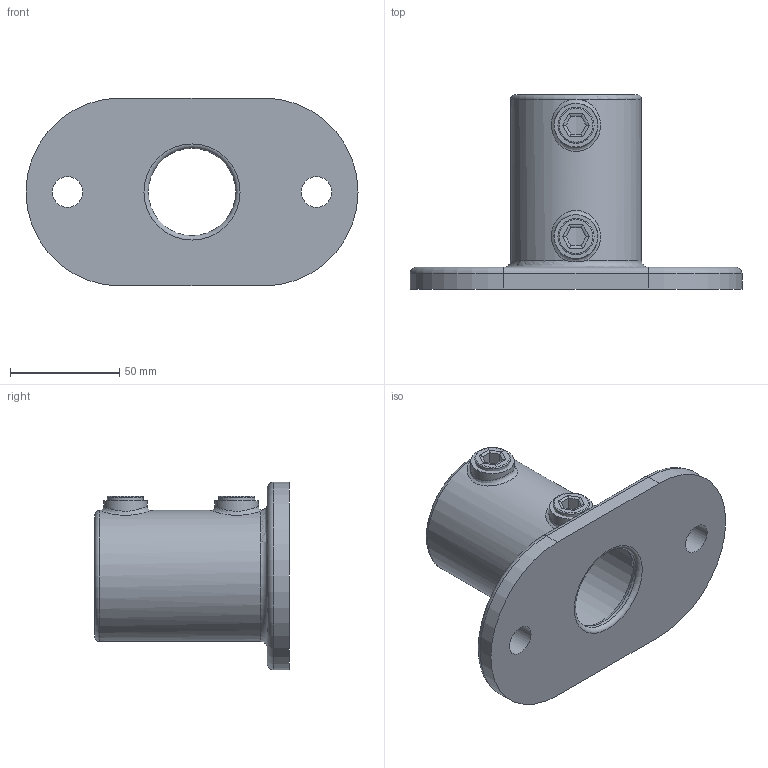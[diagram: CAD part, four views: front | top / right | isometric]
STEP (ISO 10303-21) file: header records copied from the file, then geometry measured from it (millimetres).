
FILE_DESCRIPTION (( 'STEP AP203' ), '1' );
FILE_NAME ('132-D48.STEP', '2021-12-03T10:01:33', ( '' ), ( '' ), 'SwSTEP 2.0', 'SolidWorks 2018', '' );
FILE_SCHEMA (( 'CONFIG_CONTROL_DESIGN' ));
Length unit declared in the file: millimetre
Products named in the file (6): 132-D48 Teil2; 132-D48; 132-D48 Teil1
Assembly tree (3 placements, depth 2):
  132-D48 Teil2
  132-D48
    132-D48 Teil1
    132-D48 Teil2  x2
  132-D48 Teil1
  132-D48 Teil2
Bounding box: 152 x 89 x 86 mm (x, y, z)
Volume: 166994.9 mm3; surface area: 55615.8 mm2
Topology: 3 solids, 3 shells, 77 faces, 176 edges, 105 vertices
Faces by surface type: cylinder 40, plane 24, torus 11, bspline 2
Full cylindrical faces by diameter (mm): 14 x2, 15.25 x2, 16.5 x2, 20 x2, 40 x1, 50 x1, 60 x1
Entity records: 3002 total; most frequent: CARTESIAN_POINT 1406, DIRECTION 222, ORIENTED_EDGE 184, EDGE_CURVE 92, AXIS2_PLACEMENT_3D 91, EDGE_LOOP 86, FACE_OUTER_BOUND 72, VERTEX_POINT 64
